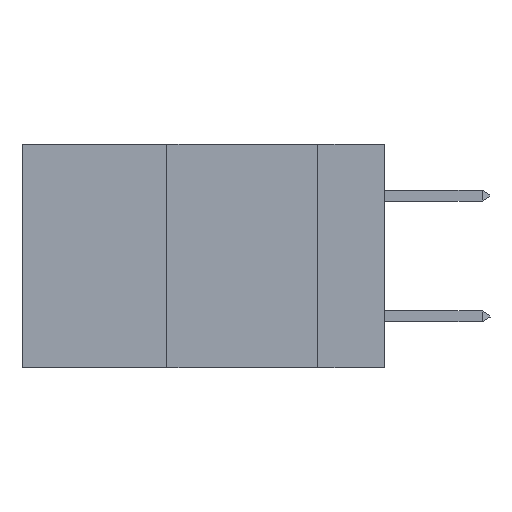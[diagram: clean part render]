
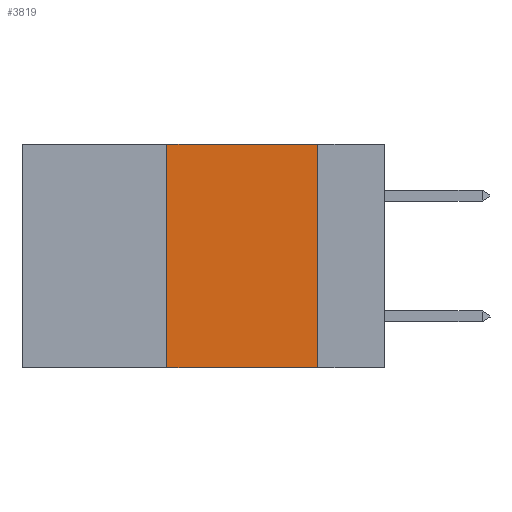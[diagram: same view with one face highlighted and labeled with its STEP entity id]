
A CAD part, left-side view. The second image highlights one B-rep face of the part: STEP entity #3819.
In plain terms, the highlighted planar face has unit normal (-1, 0, 0).
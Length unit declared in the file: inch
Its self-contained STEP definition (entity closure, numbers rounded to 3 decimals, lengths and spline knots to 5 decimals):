
#1019 = ORIENTED_EDGE ( 'NONE', *, *, #18655, .F. ) ;
#2014 = ORIENTED_EDGE ( 'NONE', *, *, #27514, .T. ) ;
#2906 = CARTESIAN_POINT ( 'NONE',  ( 0., 0.36, 0. ) ) ;
#3819 = ADVANCED_FACE ( 'NONE', ( #33720 ), #29246, .F. ) ;
#3917 = CARTESIAN_POINT ( 'NONE',  ( 0., 0.11, -0.37 ) ) ;
#4954 = LINE ( 'NONE', #21145, #23724 ) ;
#5080 = DIRECTION ( 'NONE',  ( 0., 0., -1. ) ) ;
#6234 = AXIS2_PLACEMENT_3D ( 'NONE', #16141, #26900, #5080 ) ;
#8135 = CARTESIAN_POINT ( 'NONE',  ( 0., 0.11, 0. ) ) ;
#10433 = LINE ( 'NONE', #19537, #31657 ) ;
#10701 = VERTEX_POINT ( 'NONE', #39937 ) ;
#14520 = LINE ( 'NONE', #33989, #33827 ) ;
#14799 = DIRECTION ( 'NONE',  ( 0., 0., 1. ) ) ;
#15834 = DIRECTION ( 'NONE',  ( 0., -1., 0. ) ) ;
#16141 = CARTESIAN_POINT ( 'NONE',  ( 0., 0.6, 0. ) ) ;
#17132 = ORIENTED_EDGE ( 'NONE', *, *, #21370, .F. ) ;
#18053 = LINE ( 'NONE', #8135, #31874 ) ;
#18655 = EDGE_CURVE ( 'NONE', #23296, #10701, #10433, .T. ) ;
#19537 = CARTESIAN_POINT ( 'NONE',  ( 0., 0.6, 0. ) ) ;
#20662 = EDGE_CURVE ( 'NONE', #10701, #31552, #18053, .T. ) ;
#21145 = CARTESIAN_POINT ( 'NONE',  ( 0., 0.6, -0.37 ) ) ;
#21370 = EDGE_CURVE ( 'NONE', #25770, #23296, #14520, .T. ) ;
#22278 = ORIENTED_EDGE ( 'NONE', *, *, #20662, .F. ) ;
#23296 = VERTEX_POINT ( 'NONE', #2906 ) ;
#23724 = VECTOR ( 'NONE', #37070, 39.37008 ) ;
#25770 = VERTEX_POINT ( 'NONE', #26978 ) ;
#26900 = DIRECTION ( 'NONE',  ( 1., 0., 0. ) ) ;
#26978 = CARTESIAN_POINT ( 'NONE',  ( 0., 0.36, -0.37 ) ) ;
#27514 = EDGE_CURVE ( 'NONE', #25770, #31552, #4954, .T. ) ;
#29246 = PLANE ( 'NONE',  #6234 ) ;
#30080 = DIRECTION ( 'NONE',  ( 0., 0., -1. ) ) ;
#31552 = VERTEX_POINT ( 'NONE', #3917 ) ;
#31657 = VECTOR ( 'NONE', #15834, 39.37008 ) ;
#31874 = VECTOR ( 'NONE', #30080, 39.37008 ) ;
#33720 = FACE_OUTER_BOUND ( 'NONE', #38645, .T. ) ;
#33827 = VECTOR ( 'NONE', #14799, 39.37008 ) ;
#33989 = CARTESIAN_POINT ( 'NONE',  ( 0., 0.36, 0. ) ) ;
#37070 = DIRECTION ( 'NONE',  ( 0., -1., 0. ) ) ;
#38645 = EDGE_LOOP ( 'NONE', ( #22278, #1019, #17132, #2014 ) ) ;
#39937 = CARTESIAN_POINT ( 'NONE',  ( 0., 0.11, 0. ) ) ;
